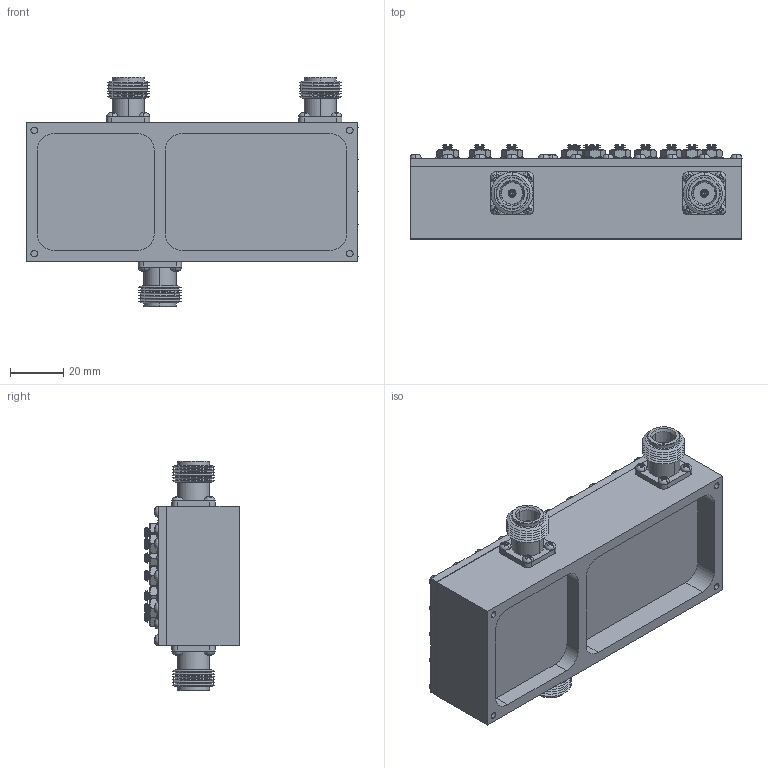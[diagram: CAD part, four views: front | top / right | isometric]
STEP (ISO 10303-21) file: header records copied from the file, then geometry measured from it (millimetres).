
FILE_DESCRIPTION (( 'STEP AP214' ), '1' );
FILE_NAME ('DP2458-NF.STEP', '2018-04-10T16:35:38', ( '' ), ( '' ), 'SwSTEP 2.0', 'SolidWorks 2017', '' );
FILE_SCHEMA (( 'AUTOMOTIVE_DESIGN' ));
Length unit declared in the file: inch
Products named in the file (5): DP2458-NF_ScrewHead; DP2458-NF_Body; DP2458-NF_Connector; DP2458-NF; DP2458-NF_HEXwSTUD
Assembly tree (60 placements, depth 2):
  DP2458-NF
    DP2458-NF_Body
    DP2458-NF_Connector  x3
    DP2458-NF_ScrewHead  x40
    DP2458-NF_HEXwSTUD  x16
Bounding box: 124.16 x 35.18 x 86 mm (x, y, z)
Volume: 165982.8 mm3; surface area: 38667.2 mm2
Topology: 60 solids, 60 shells, 2426 faces, 6310 edges, 4127 vertices
Faces by surface type: plane 1654, cone 306, cylinder 298, torus 168
Entity records: 10787 total; most frequent: CARTESIAN_POINT 1968, DIRECTION 1458, ORIENTED_EDGE 1376, EDGE_CURVE 688, AXIS2_PLACEMENT_3D 527, VERTEX_POINT 445, VECTOR 404, LINE 404
